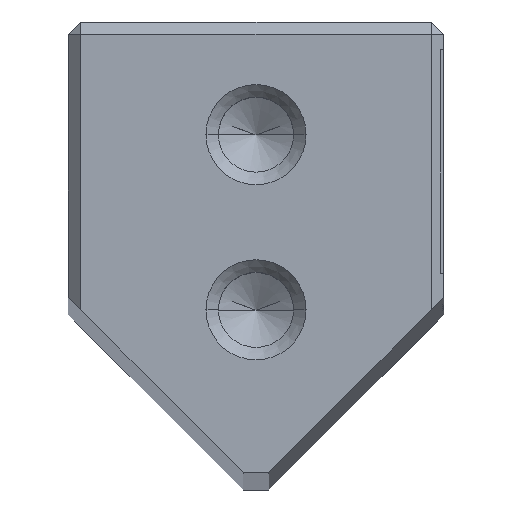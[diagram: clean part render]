
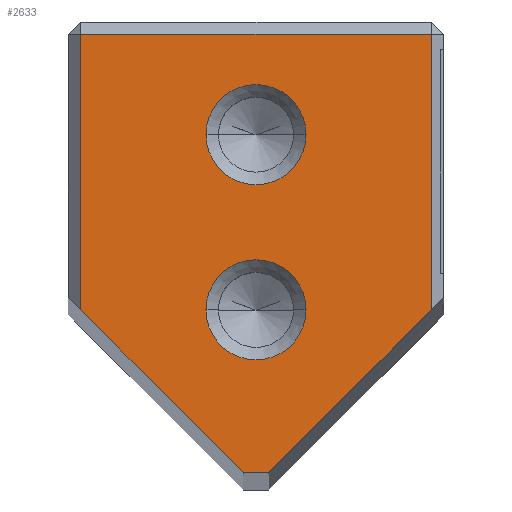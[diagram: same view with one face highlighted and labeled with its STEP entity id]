
A CAD part, top view. The second image highlights one B-rep face of the part: STEP entity #2633.
In plain terms, the highlighted planar face has unit normal (0, 0, 1).
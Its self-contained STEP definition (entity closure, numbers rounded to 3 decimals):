
#2633=ADVANCED_FACE('',(#3405,#3406,#3407),#2986,.T.);
#2986=PLANE('',#9662);
#3237=CIRCLE('',#9505,2.);
#3239=CIRCLE('',#9508,2.);
#3340=CIRCLE('',#9660,2.);
#3341=CIRCLE('',#9661,2.);
#3405=FACE_BOUND('',#3533,.T.);
#3406=FACE_BOUND('',#3534,.T.);
#3407=FACE_BOUND('',#3535,.T.);
#3533=EDGE_LOOP('',(#4673,#4674));
#3534=EDGE_LOOP('',(#4675,#4676));
#3535=EDGE_LOOP('',(#4677,#4678,#4679,#4680,#4681,#4682));
#4673=ORIENTED_EDGE('',*,*,#7227,.T.);
#4674=ORIENTED_EDGE('',*,*,#7432,.T.);
#4675=ORIENTED_EDGE('',*,*,#7223,.T.);
#4676=ORIENTED_EDGE('',*,*,#7433,.T.);
#4677=ORIENTED_EDGE('',*,*,#7409,.T.);
#4678=ORIENTED_EDGE('',*,*,#7434,.T.);
#4679=ORIENTED_EDGE('',*,*,#7435,.T.);
#4680=ORIENTED_EDGE('',*,*,#7436,.T.);
#4681=ORIENTED_EDGE('',*,*,#7415,.T.);
#4682=ORIENTED_EDGE('',*,*,#7411,.T.);
#6511=VERTEX_POINT('',#12426);
#6512=VERTEX_POINT('',#12428);
#6515=VERTEX_POINT('',#12435);
#6516=VERTEX_POINT('',#12437);
#6641=VERTEX_POINT('',#12813);
#6642=VERTEX_POINT('',#12815);
#6643=VERTEX_POINT('',#12819);
#6646=VERTEX_POINT('',#12827);
#6653=VERTEX_POINT('',#12856);
#6654=VERTEX_POINT('',#12858);
#7223=EDGE_CURVE('',#6512,#6511,#3237,.T.);
#7227=EDGE_CURVE('',#6516,#6515,#3239,.T.);
#7409=EDGE_CURVE('',#6642,#6641,#8273,.T.);
#7411=EDGE_CURVE('',#6643,#6642,#8275,.T.);
#7415=EDGE_CURVE('',#6646,#6643,#8279,.T.);
#7432=EDGE_CURVE('',#6515,#6516,#3340,.T.);
#7433=EDGE_CURVE('',#6511,#6512,#3341,.T.);
#7434=EDGE_CURVE('',#6641,#6653,#8288,.T.);
#7435=EDGE_CURVE('',#6653,#6654,#8289,.T.);
#7436=EDGE_CURVE('',#6654,#6646,#8290,.T.);
#8273=LINE('',#12814,#8999);
#8275=LINE('',#12818,#9001);
#8279=LINE('',#12826,#9005);
#8288=LINE('',#12855,#9014);
#8289=LINE('',#12857,#9015);
#8290=LINE('',#12859,#9016);
#8999=VECTOR('',#10563,1.);
#9001=VECTOR('',#10567,1.);
#9005=VECTOR('',#10573,1.);
#9014=VECTOR('',#10608,1.);
#9015=VECTOR('',#10609,1.);
#9016=VECTOR('',#10610,1.);
#9505=AXIS2_PLACEMENT_3D('',#12427,#10196,#10197);
#9508=AXIS2_PLACEMENT_3D('',#12436,#10204,#10205);
#9660=AXIS2_PLACEMENT_3D('',#12853,#10604,#10605);
#9661=AXIS2_PLACEMENT_3D('',#12854,#10606,#10607);
#9662=AXIS2_PLACEMENT_3D('',#12860,#10611,#10612);
#10196=DIRECTION('',(0.,0.,-1.));
#10197=DIRECTION('',(1.,0.,0.));
#10204=DIRECTION('',(0.,0.,-1.));
#10205=DIRECTION('',(1.,0.,0.));
#10563=DIRECTION('',(0.707,0.707,0.));
#10567=DIRECTION('',(1.,0.,0.));
#10573=DIRECTION('',(0.707,-0.707,0.));
#10604=DIRECTION('',(0.,0.,-1.));
#10605=DIRECTION('',(1.,0.,0.));
#10606=DIRECTION('',(0.,0.,-1.));
#10607=DIRECTION('',(1.,0.,0.));
#10608=DIRECTION('',(0.,1.,0.));
#10609=DIRECTION('',(-1.,0.,0.));
#10610=DIRECTION('',(0.,-1.,0.));
#10611=DIRECTION('',(0.,0.,1.));
#10612=DIRECTION('',(-1.,0.,0.));
#12426=CARTESIAN_POINT('',(-2.,26.5,0.));
#12427=CARTESIAN_POINT('',(0.,26.5,0.));
#12428=CARTESIAN_POINT('',(2.,26.5,0.));
#12435=CARTESIAN_POINT('',(-2.,19.5,0.));
#12436=CARTESIAN_POINT('',(0.,19.5,0.));
#12437=CARTESIAN_POINT('',(2.,19.5,0.));
#12813=CARTESIAN_POINT('',(7.,19.5,0.));
#12814=CARTESIAN_POINT('',(0.5,13.,0.));
#12815=CARTESIAN_POINT('',(0.5,13.,0.));
#12818=CARTESIAN_POINT('',(-0.5,13.,0.));
#12819=CARTESIAN_POINT('',(-0.5,13.,0.));
#12826=CARTESIAN_POINT('',(-0.5,13.,0.));
#12827=CARTESIAN_POINT('',(-7.,19.5,0.));
#12853=CARTESIAN_POINT('',(0.,19.5,0.));
#12854=CARTESIAN_POINT('',(0.,26.5,0.));
#12855=CARTESIAN_POINT('',(7.,12.5,0.));
#12856=CARTESIAN_POINT('',(7.,30.5,0.));
#12857=CARTESIAN_POINT('',(0.,30.5,0.));
#12858=CARTESIAN_POINT('',(-7.,30.5,0.));
#12859=CARTESIAN_POINT('',(-7.,12.5,0.));
#12860=CARTESIAN_POINT('',(0.,12.5,0.));
